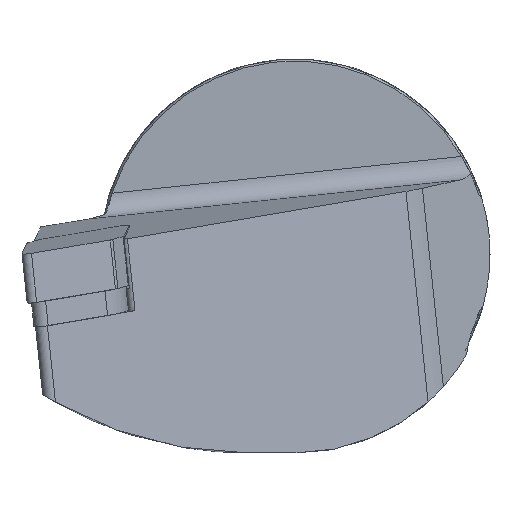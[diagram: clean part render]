
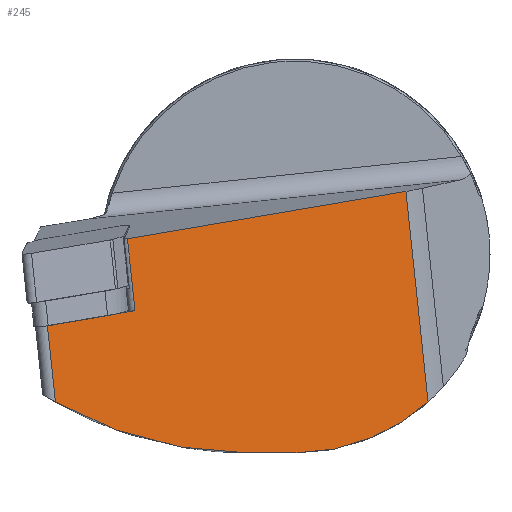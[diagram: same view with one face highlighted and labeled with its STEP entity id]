
A CAD part, left-side view. The second image highlights one B-rep face of the part: STEP entity #245.
In plain terms, the highlighted planar face has unit normal (-0.849, -0.527, -0.034).
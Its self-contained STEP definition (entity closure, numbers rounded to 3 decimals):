
#63=ELLIPSE('',#1684,58.884,50.);
#64=ELLIPSE('',#1685,30.031,25.5);
#245=ADVANCED_FACE('',(#389),#338,.F.);
#338=PLANE('',#1686);
#389=FACE_OUTER_BOUND('',#475,.T.);
#475=EDGE_LOOP('',(#622,#623,#624,#625,#626,#627,#628,#629,#630));
#622=ORIENTED_EDGE('',*,*,#1226,.F.);
#623=ORIENTED_EDGE('',*,*,#1202,.F.);
#624=ORIENTED_EDGE('',*,*,#1228,.F.);
#625=ORIENTED_EDGE('',*,*,#1229,.T.);
#626=ORIENTED_EDGE('',*,*,#1230,.T.);
#627=ORIENTED_EDGE('',*,*,#1231,.T.);
#628=ORIENTED_EDGE('',*,*,#1232,.T.);
#629=ORIENTED_EDGE('',*,*,#1233,.F.);
#630=ORIENTED_EDGE('',*,*,#1209,.F.);
#1046=VERTEX_POINT('',#2309);
#1047=VERTEX_POINT('',#2311);
#1053=VERTEX_POINT('',#2384);
#1054=VERTEX_POINT('',#2386);
#1066=VERTEX_POINT('',#2425);
#1067=VERTEX_POINT('',#2427);
#1068=VERTEX_POINT('',#2429);
#1069=VERTEX_POINT('',#2431);
#1070=VERTEX_POINT('',#2433);
#1202=EDGE_CURVE('',#1046,#1047,#1429,.T.);
#1209=EDGE_CURVE('',#1053,#1054,#1432,.T.);
#1226=EDGE_CURVE('',#1047,#1053,#1444,.T.);
#1228=EDGE_CURVE('',#1066,#1046,#1446,.T.);
#1229=EDGE_CURVE('',#1066,#1067,#1447,.T.);
#1230=EDGE_CURVE('',#1067,#1068,#63,.T.);
#1231=EDGE_CURVE('',#1068,#1069,#1448,.T.);
#1232=EDGE_CURVE('',#1069,#1070,#64,.T.);
#1233=EDGE_CURVE('',#1054,#1070,#1449,.T.);
#1429=LINE('',#2310,#1545);
#1432=LINE('',#2385,#1548);
#1444=LINE('',#2421,#1560);
#1446=LINE('',#2424,#1562);
#1447=LINE('',#2426,#1563);
#1448=LINE('',#2430,#1564);
#1449=LINE('',#2434,#1565);
#1545=VECTOR('',#1855,1.);
#1548=VECTOR('',#1868,1.);
#1560=VECTOR('',#1896,1.);
#1562=VECTOR('',#1900,1.);
#1563=VECTOR('',#1901,1.);
#1564=VECTOR('',#1904,1.);
#1565=VECTOR('',#1907,1.);
#1684=AXIS2_PLACEMENT_3D('',#2428,#1902,#1903);
#1685=AXIS2_PLACEMENT_3D('',#2432,#1905,#1906);
#1686=AXIS2_PLACEMENT_3D('',#2435,#1908,#1909);
#1855=DIRECTION('',(0.518,-0.843,0.143));
#1868=DIRECTION('',(0.518,-0.843,0.143));
#1896=DIRECTION('',(-0.105,0.104,0.989));
#1900=DIRECTION('',(0.518,-0.843,0.143));
#1901=DIRECTION('',(0.105,-0.104,-0.989));
#1902=DIRECTION('',(-0.849,-0.527,-0.034));
#1903=DIRECTION('',(0.528,-0.847,-0.055));
#1904=DIRECTION('',(0.527,-0.85,0.));
#1905=DIRECTION('',(-0.849,-0.527,-0.034));
#1906=DIRECTION('',(0.528,-0.847,-0.055));
#1907=DIRECTION('',(0.105,-0.104,-0.989));
#1908=DIRECTION('',(0.849,0.527,0.034));
#1909=DIRECTION('',(0.527,-0.85,0.));
#2309=CARTESIAN_POINT('',(7.983,22.847,-7.667));
#2310=CARTESIAN_POINT('',(31.334,-15.192,-1.201));
#2311=CARTESIAN_POINT('',(9.416,20.513,-7.27));
#2384=CARTESIAN_POINT('',(8.441,21.483,1.958));
#2385=CARTESIAN_POINT('',(30.359,-14.222,8.027));
#2386=CARTESIAN_POINT('',(30.359,-14.222,8.027));
#2421=CARTESIAN_POINT('',(8.162,21.76,4.599));
#2424=CARTESIAN_POINT('',(31.334,-15.192,-1.201));
#2425=CARTESIAN_POINT('',(2.52,31.747,-9.179));
#2426=CARTESIAN_POINT('',(-2.249,36.49,35.952));
#2427=CARTESIAN_POINT('',(3.555,30.718,-18.967));
#2428=CARTESIAN_POINT('',(17.135,6.008,24.5));
#2429=CARTESIAN_POINT('',(19.158,6.008,-25.5));
#2430=CARTESIAN_POINT('',(13.183,15.632,-25.5));
#2431=CARTESIAN_POINT('',(22.887,0.,-25.5));
#2432=CARTESIAN_POINT('',(21.855,0.,0.));
#2433=CARTESIAN_POINT('',(33.21,-17.058,-18.955));
#2434=CARTESIAN_POINT('',(26.565,-10.448,43.931));
#2435=CARTESIAN_POINT('',(26.565,-10.448,43.931));
